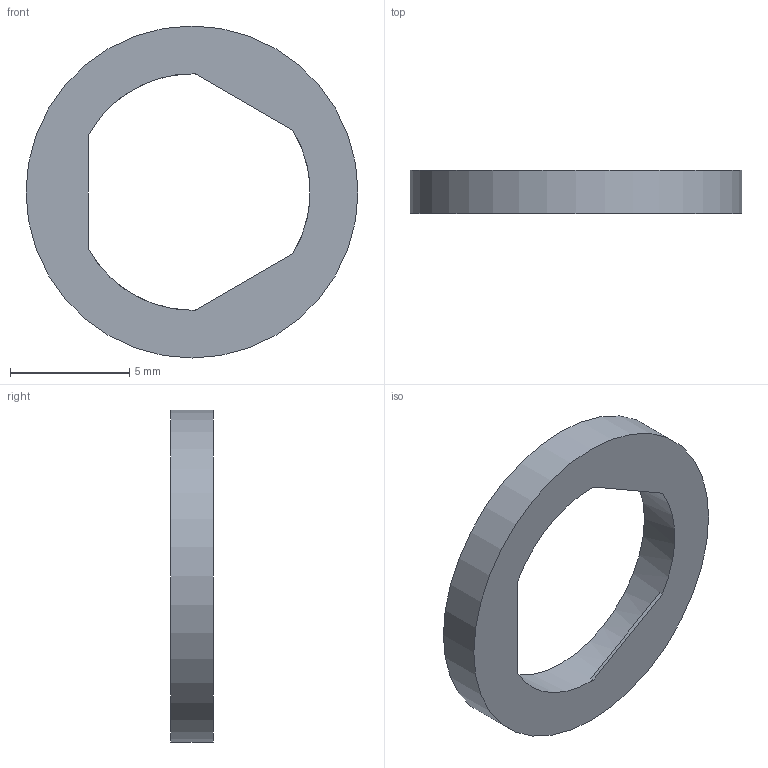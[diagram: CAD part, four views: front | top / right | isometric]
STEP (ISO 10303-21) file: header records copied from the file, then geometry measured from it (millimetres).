
FILE_DESCRIPTION( ( 'STEP AP214' ), '1' );
FILE_NAME( 'psolqas_1104_10.stp', '2021-03-04T17:30:55', ( 'License CC BY-ND 4.0' ), ( 'CADENAS' ), ' ', 'PARTsolutions', ' ' );
FILE_SCHEMA( ( 'AUTOMOTIVE_DESIGN { 1 0 10303 214 1 1 1 1 }' ) );
Length unit declared in the file: metre
Products named in the file (1): Dentino x3
Bounding box: 13.9 x 1.8 x 13.9 mm (x, y, z)
Volume: 136.3 mm3; surface area: 293 mm2
Topology: 1 solids, 1 shells, 10 faces, 24 edges, 16 vertices
Faces by surface type: plane 8, cylinder 2
Full cylindrical faces by diameter (mm): 9.9 x1, 13.9 x1
Entity records: 375 total; most frequent: CARTESIAN_POINT 56, DIRECTION 46, ORIENTED_EDGE 42, EDGE_CURVE 21, AXIS2_PLACEMENT_3D 17, VERTEX_POINT 15, EDGE_LOOP 14, FACE_OUTER_BOUND 12
